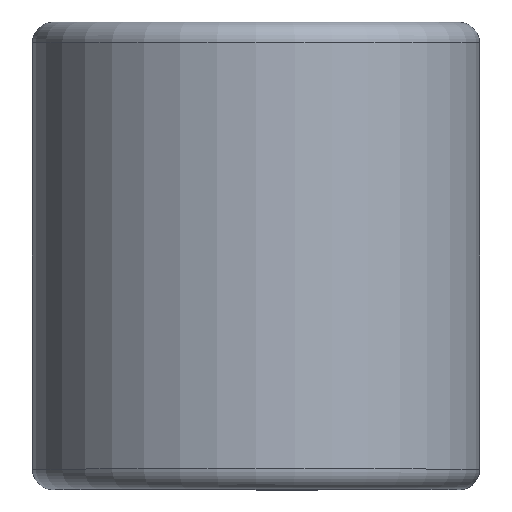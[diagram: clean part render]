
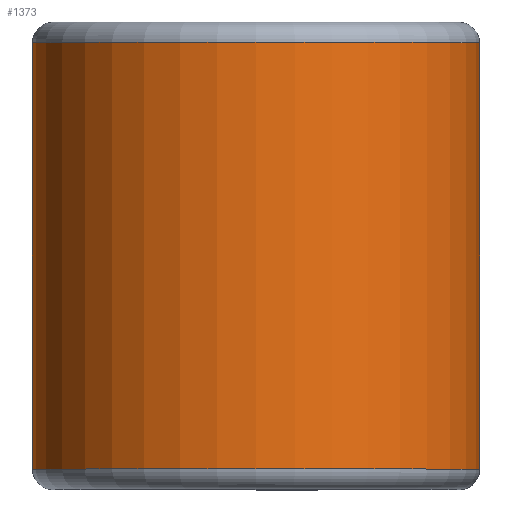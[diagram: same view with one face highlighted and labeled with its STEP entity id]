
A CAD part, top view. The second image highlights one B-rep face of the part: STEP entity #1373.
In plain terms, the highlighted cylindrical face has radius 8.357 mm (diameter 16.713 mm), a partial arc.
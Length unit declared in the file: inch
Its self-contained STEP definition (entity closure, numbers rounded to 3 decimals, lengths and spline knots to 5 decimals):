
#26 = EDGE_CURVE ( 'NONE', #2023, #475, #318, .T. ) ;
#75 = EDGE_CURVE ( 'NONE', #2023, #2282, #91, .T. ) ;
#91 = CIRCLE ( 'NONE', #1592, 0.329 ) ;
#105 = LINE ( 'NONE', #615, #1004 ) ;
#249 = DIRECTION ( 'NONE',  ( 0., 1., 0. ) ) ;
#298 = DIRECTION ( 'NONE',  ( 0., -1., 0. ) ) ;
#307 = EDGE_CURVE ( 'NONE', #475, #736, #698, .T. ) ;
#318 = LINE ( 'NONE', #1834, #2252 ) ;
#319 = DIRECTION ( 'NONE',  ( 0., 0., -1. ) ) ;
#381 = CARTESIAN_POINT ( 'NONE',  ( 0., 0.31375, 0. ) ) ;
#392 = ORIENTED_EDGE ( 'NONE', *, *, #26, .T. ) ;
#453 = DIRECTION ( 'NONE',  ( 0., 0., -1. ) ) ;
#464 = DIRECTION ( 'NONE',  ( 0., 1., 0. ) ) ;
#475 = VERTEX_POINT ( 'NONE', #1671 ) ;
#615 = CARTESIAN_POINT ( 'NONE',  ( 0., 0.31375, -0.329 ) ) ;
#698 = CIRCLE ( 'NONE', #992, 0.329 ) ;
#717 = ORIENTED_EDGE ( 'NONE', *, *, #75, .F. ) ;
#736 = VERTEX_POINT ( 'NONE', #747 ) ;
#747 = CARTESIAN_POINT ( 'NONE',  ( 0., 0.31375, -0.329 ) ) ;
#787 = FACE_OUTER_BOUND ( 'NONE', #2192, .T. ) ;
#813 = CARTESIAN_POINT ( 'NONE',  ( 0., -0.31375, 0. ) ) ;
#879 = CARTESIAN_POINT ( 'NONE',  ( 0., 0.3125, 0. ) ) ;
#927 = AXIS2_PLACEMENT_3D ( 'NONE', #879, #1249, #2199 ) ;
#992 = AXIS2_PLACEMENT_3D ( 'NONE', #381, #298, #319 ) ;
#1004 = VECTOR ( 'NONE', #249, 39.37008 ) ;
#1011 = CYLINDRICAL_SURFACE ( 'NONE', #927, 0.329 ) ;
#1105 = CARTESIAN_POINT ( 'NONE',  ( 0.329, -0.31375, 0. ) ) ;
#1186 = CARTESIAN_POINT ( 'NONE',  ( 0., -0.31375, -0.329 ) ) ;
#1249 = DIRECTION ( 'NONE',  ( 0., -1., 0. ) ) ;
#1373 = ADVANCED_FACE ( 'NONE', ( #787 ), #1011, .T. ) ;
#1444 = ORIENTED_EDGE ( 'NONE', *, *, #2250, .F. ) ;
#1592 = AXIS2_PLACEMENT_3D ( 'NONE', #813, #2135, #453 ) ;
#1671 = CARTESIAN_POINT ( 'NONE',  ( 0.329, 0.31375, 0. ) ) ;
#1834 = CARTESIAN_POINT ( 'NONE',  ( 0.329, 0.31375, 0. ) ) ;
#2023 = VERTEX_POINT ( 'NONE', #1105 ) ;
#2135 = DIRECTION ( 'NONE',  ( 0., -1., 0. ) ) ;
#2192 = EDGE_LOOP ( 'NONE', ( #392, #2259, #1444, #717 ) ) ;
#2199 = DIRECTION ( 'NONE',  ( 0., 0., -1. ) ) ;
#2250 = EDGE_CURVE ( 'NONE', #2282, #736, #105, .T. ) ;
#2252 = VECTOR ( 'NONE', #464, 39.37008 ) ;
#2259 = ORIENTED_EDGE ( 'NONE', *, *, #307, .T. ) ;
#2282 = VERTEX_POINT ( 'NONE', #1186 ) ;
